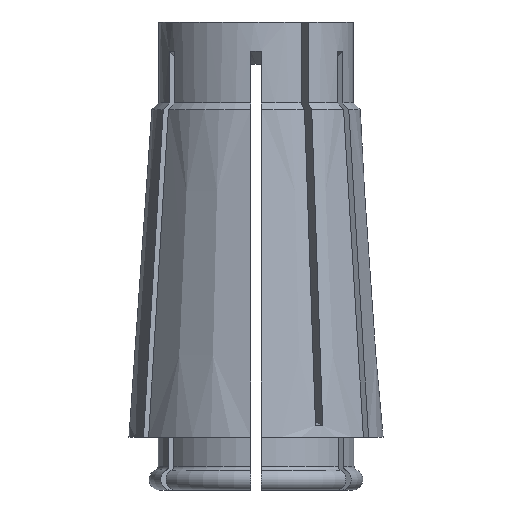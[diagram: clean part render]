
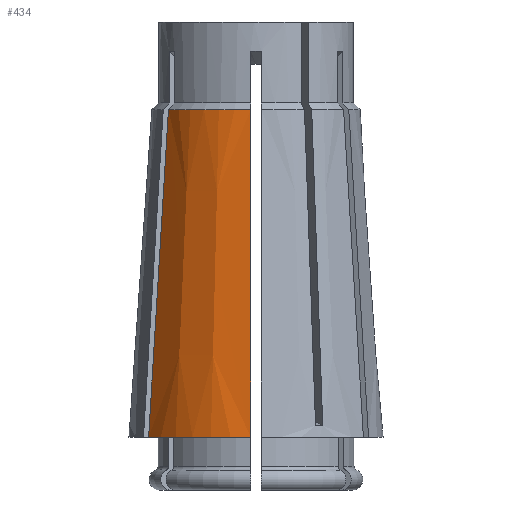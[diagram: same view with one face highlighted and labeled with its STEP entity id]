
A CAD part, front view. The second image highlights one B-rep face of the part: STEP entity #434.
In plain terms, the highlighted conical face has half-angle 4 degrees and reference radius 12.25 mm.
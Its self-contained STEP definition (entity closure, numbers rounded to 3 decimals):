
#56 = CARTESIAN_POINT ( 'NONE',  ( -0.5, -10.151, -10.152 ) ) ;
#147 = CARTESIAN_POINT ( 'NONE',  ( -0.5, -10.031, -8.444 ) ) ;
#188 = CARTESIAN_POINT ( 'NONE',  ( -8.789, -5.652, -14.25 ) ) ;
#294 = VERTEX_POINT ( 'NONE', #147 ) ;
#325 = EDGE_CURVE ( 'NONE', #2998, #3993, #2437, .T. ) ;
#415 = FACE_OUTER_BOUND ( 'NONE', #2865, .T. ) ;
#434 = ADVANCED_FACE ( 'NONE', ( #415 ), #3844, .T. ) ;
#519 = CARTESIAN_POINT ( 'NONE',  ( -8.437, -5.449, -8.444 ) ) ;
#557 = CARTESIAN_POINT ( 'NONE',  ( 0., 0., -40. ) ) ;
#579 = CARTESIAN_POINT ( 'NONE',  ( -10.35, -6.553, -40. ) ) ;
#882 = DIRECTION ( 'NONE',  ( 1., 0., 0. ) ) ;
#951 = DIRECTION ( 'NONE',  ( -1., 0., 0. ) ) ;
#1045 = AXIS2_PLACEMENT_3D ( 'NONE', #3350, #1278, #3700 ) ;
#1170 = CARTESIAN_POINT ( 'NONE',  ( -9.427, -6.02, -24.769 ) ) ;
#1278 = DIRECTION ( 'NONE',  ( 0., 0., 1. ) ) ;
#1377 = CARTESIAN_POINT ( 'NONE',  ( -0.5, -11.951, -35.877 ) ) ;
#1473 = AXIS2_PLACEMENT_3D ( 'NONE', #2946, #4270, #951 ) ;
#1713 = CARTESIAN_POINT ( 'NONE',  ( -0.5, -12.144, -38.626 ) ) ;
#1731 = CARTESIAN_POINT ( 'NONE',  ( -0.5, -10.91, -21.004 ) ) ;
#1857 = CIRCLE ( 'NONE', #3760, 12.25 ) ;
#2080 = CARTESIAN_POINT ( 'NONE',  ( -0.5, -10.27, -11.86 ) ) ;
#2164 = CARTESIAN_POINT ( 'NONE',  ( -0.5, -12.24, -40. ) ) ;
#2204 = ORIENTED_EDGE ( 'NONE', *, *, #2948, .T. ) ;
#2214 = CARTESIAN_POINT ( 'NONE',  ( -8.965, -5.753, -17.153 ) ) ;
#2420 = CARTESIAN_POINT ( 'NONE',  ( -0.5, -10.031, -8.444 ) ) ;
#2437 = B_SPLINE_CURVE_WITH_KNOTS ( 'NONE', 3,
 ( #4316, #2906, #1170, #2214, #188, #2555, #519 ),
 .UNSPECIFIED., .F., .F.,
 ( 4, 3, 4 ),
 ( 0., 0.023, 0.032 ),
 .UNSPECIFIED. ) ;
#2555 = CARTESIAN_POINT ( 'NONE',  ( -8.613, -5.55, -11.347 ) ) ;
#2699 = CARTESIAN_POINT ( 'NONE',  ( -8.437, -5.449, -8.444 ) ) ;
#2778 = EDGE_CURVE ( 'NONE', #4279, #294, #3607, .T. ) ;
#2865 = EDGE_LOOP ( 'NONE', ( #3933, #2204, #3880, #3084 ) ) ;
#2906 = CARTESIAN_POINT ( 'NONE',  ( -9.889, -6.287, -32.384 ) ) ;
#2946 = CARTESIAN_POINT ( 'NONE',  ( 0., 0., -40. ) ) ;
#2948 = EDGE_CURVE ( 'NONE', #2998, #4279, #1857, .T. ) ;
#2964 = DIRECTION ( 'NONE',  ( 0., 0., 1. ) ) ;
#2998 = VERTEX_POINT ( 'NONE', #579 ) ;
#3084 = ORIENTED_EDGE ( 'NONE', *, *, #3464, .F. ) ;
#3122 = CARTESIAN_POINT ( 'NONE',  ( -0.5, -12.24, -40. ) ) ;
#3350 = CARTESIAN_POINT ( 'NONE',  ( 0., 0., -8.444 ) ) ;
#3451 = CARTESIAN_POINT ( 'NONE',  ( -0.5, -12.048, -37.251 ) ) ;
#3464 = EDGE_CURVE ( 'NONE', #3993, #294, #3779, .T. ) ;
#3607 = B_SPLINE_CURVE_WITH_KNOTS ( 'NONE', 3,
 ( #3122, #1713, #3451, #1377, #3793, #1731, #4176, #2080, #56, #2420 ),
 .UNSPECIFIED., .F., .F.,
 ( 4, 3, 3, 4 ),
 ( 0.018, 0.022, 0.045, 0.05 ),
 .UNSPECIFIED. ) ;
#3700 = DIRECTION ( 'NONE',  ( 1., 0., 0. ) ) ;
#3760 = AXIS2_PLACEMENT_3D ( 'NONE', #557, #2964, #882 ) ;
#3779 = CIRCLE ( 'NONE', #1045, 10.044 ) ;
#3793 = CARTESIAN_POINT ( 'NONE',  ( -0.5, -11.431, -28.441 ) ) ;
#3844 = CONICAL_SURFACE ( 'NONE', #1473, 12.25, 0.07 ) ;
#3880 = ORIENTED_EDGE ( 'NONE', *, *, #2778, .T. ) ;
#3933 = ORIENTED_EDGE ( 'NONE', *, *, #325, .F. ) ;
#3993 = VERTEX_POINT ( 'NONE', #2699 ) ;
#4176 = CARTESIAN_POINT ( 'NONE',  ( -0.5, -10.39, -13.568 ) ) ;
#4270 = DIRECTION ( 'NONE',  ( 0., 0., -1. ) ) ;
#4279 = VERTEX_POINT ( 'NONE', #2164 ) ;
#4316 = CARTESIAN_POINT ( 'NONE',  ( -10.35, -6.553, -40. ) ) ;
